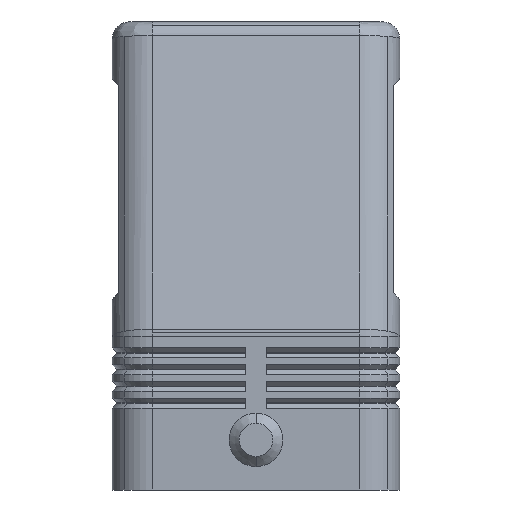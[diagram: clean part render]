
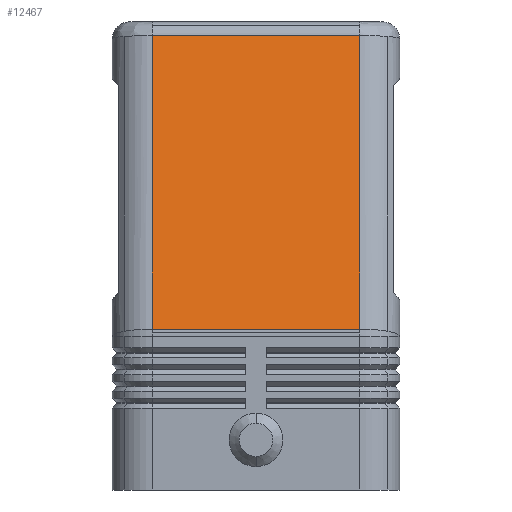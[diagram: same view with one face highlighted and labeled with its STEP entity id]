
A CAD part, left-side view. The second image highlights one B-rep face of the part: STEP entity #12467.
In plain terms, the highlighted planar face has unit normal (-0.982, 0, 0.19).
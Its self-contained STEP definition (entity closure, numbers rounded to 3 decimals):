
#495=CARTESIAN_POINT('',(-29.891,-15.5,24.065));
#496=VERTEX_POINT('',#495);
#504=CARTESIAN_POINT('',(-29.891,15.5,24.065));
#505=VERTEX_POINT('',#504);
#506=CARTESIAN_POINT('',(-29.891,-15.5,24.065));
#507=DIRECTION('',(0.0,1.0,0.0));
#508=VECTOR('',#507,31.);
#509=LINE('',#506,#508);
#510=EDGE_CURVE('',#496,#505,#509,.T.);
#11971=CARTESIAN_POINT('',(-21.392,-15.5,67.975));
#11972=VERTEX_POINT('',#11971);
#11980=CARTESIAN_POINT('',(-21.392,-15.5,67.975));
#11981=DIRECTION('',(-0.19,0.0,-0.982));
#11982=VECTOR('',#11981,44.725);
#11983=LINE('',#11980,#11982);
#11984=EDGE_CURVE('',#11972,#496,#11983,.T.);
#12444=CARTESIAN_POINT('',(-21.0,0.0,70.0));
#12445=DIRECTION('',(-0.982,0.0,0.19));
#12446=DIRECTION('',(0.19,0.0,0.982));
#12447=AXIS2_PLACEMENT_3D('',#12444,#12445,#12446);
#12448=PLANE('',#12447);
#12449=ORIENTED_EDGE('',*,*,#11984,.F.);
#12450=CARTESIAN_POINT('',(-21.392,15.5,67.975));
#12451=VERTEX_POINT('',#12450);
#12452=CARTESIAN_POINT('',(-21.392,15.5,67.975));
#12453=DIRECTION('',(0.0,-1.0,0.0));
#12454=VECTOR('',#12453,31.);
#12455=LINE('',#12452,#12454);
#12456=EDGE_CURVE('',#12451,#11972,#12455,.T.);
#12457=ORIENTED_EDGE('',*,*,#12456,.F.);
#12458=CARTESIAN_POINT('',(-29.891,15.5,24.065));
#12459=DIRECTION('',(0.19,0.,0.982));
#12460=VECTOR('',#12459,44.725);
#12461=LINE('',#12458,#12460);
#12462=EDGE_CURVE('',#505,#12451,#12461,.T.);
#12463=ORIENTED_EDGE('',*,*,#12462,.F.);
#12464=ORIENTED_EDGE('',*,*,#510,.F.);
#12465=EDGE_LOOP('',(#12449,#12457,#12463,#12464));
#12466=FACE_OUTER_BOUND('',#12465,.T.);
#12467=ADVANCED_FACE('',(#12466),#12448,.T.);
